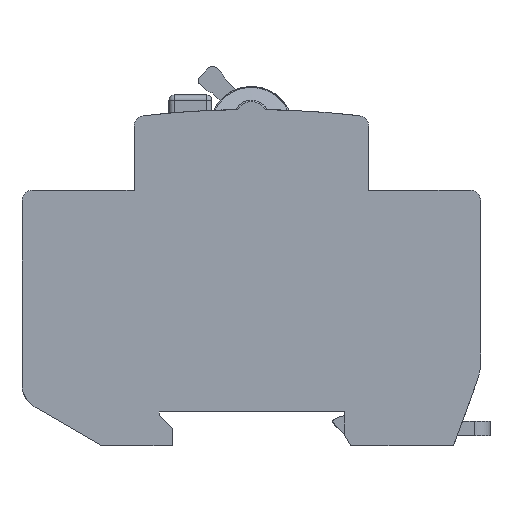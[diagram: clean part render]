
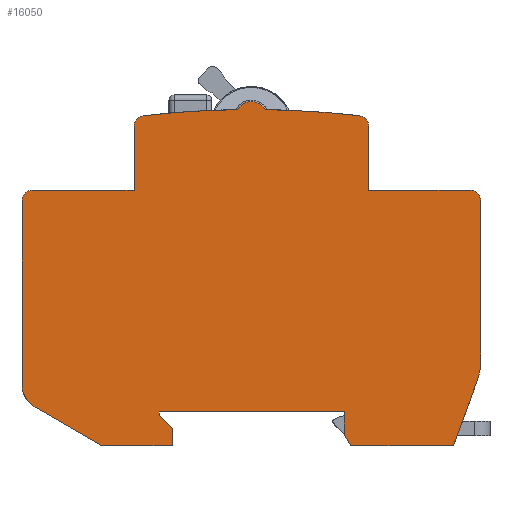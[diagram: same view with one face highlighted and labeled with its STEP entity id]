
A CAD part, left-side view. The second image highlights one B-rep face of the part: STEP entity #16050.
In plain terms, the highlighted face is planar.
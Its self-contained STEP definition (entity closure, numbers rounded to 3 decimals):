
#1669=CARTESIAN_POINT('',(-17.7,-17.7,-56.4));
#1670=DIRECTION('',(-1.,0.,0.));
#1671=DIRECTION('',(0.,0.86,-0.51));
#1672=AXIS2_PLACEMENT_3D('',#1669,#1670,#1671);
#1677=CARTESIAN_POINT('',(-17.7,-17.7,-56.4));
#1678=DIRECTION('',(-1.,0.,0.));
#1679=DIRECTION('',(0.,-0.001,-1.));
#1680=AXIS2_PLACEMENT_3D('',#1677,#1678,#1679);
#1685=CARTESIAN_POINT('',(-17.7,-17.7,122.));
#1686=DIRECTION('',(-1.,0.,0.));
#1687=DIRECTION('',(0.,-0.015,-1.));
#1688=AXIS2_PLACEMENT_3D('',#1685,#1686,#1687);
#1693=CARTESIAN_POINT('',(-17.7,-38.2,-54.816));
#1694=DIRECTION('',(-1.,0.,0.));
#1695=DIRECTION('',(0.,-0.115,-0.993));
#1696=AXIS2_PLACEMENT_3D('',#1693,#1694,#1695);
#1701=DIRECTION('',(0.,0.,1.));
#1702=VECTOR('',#1701,12.316);
#1703=CARTESIAN_POINT('',(-17.7,-40.2,-54.816));
#1704=LINE('',#1703,#1702);
#1708=DIRECTION('',(0.,-1.,0.));
#1709=VECTOR('',#1708,19.5);
#1710=CARTESIAN_POINT('',(-17.7,-40.2,-42.5));
#1711=LINE('',#1710,#1709);
#1715=CARTESIAN_POINT('',(-17.7,-59.7,-40.5));
#1716=DIRECTION('',(-1.,0.,0.));
#1717=DIRECTION('',(0.,0.,-1.));
#1718=AXIS2_PLACEMENT_3D('',#1715,#1716,#1717);
#1723=DIRECTION('',(0.,0.,1.));
#1724=VECTOR('',#1723,30.95);
#1725=CARTESIAN_POINT('',(-17.7,-61.7,-40.5));
#1726=LINE('',#1725,#1724);
#1730=CARTESIAN_POINT('',(-17.7,-51.7,-9.55));
#1731=DIRECTION('',(-1.,0.,0.));
#1732=DIRECTION('',(0.,-1.,0.));
#1733=AXIS2_PLACEMENT_3D('',#1730,#1731,#1732);
#1738=DIRECTION('',(0.,0.342,0.94));
#1739=VECTOR('',#1738,13.441);
#1740=CARTESIAN_POINT('',(-17.7,-61.097,-6.13));
#1741=LINE('',#1740,#1739);
#1745=DIRECTION('',(0.,1.,0.));
#1746=VECTOR('',#1745,19.73);
#1747=CARTESIAN_POINT('',(-17.7,-56.5,6.5));
#1748=LINE('',#1747,#1746);
#1752=DIRECTION('',(0.,0.5,-0.866));
#1753=VECTOR('',#1752,2.54);
#1754=CARTESIAN_POINT('',(-17.7,-36.77,6.5));
#1755=LINE('',#1754,#1753);
#1759=DIRECTION('',(0.,0.,-1.));
#1760=VECTOR('',#1759,4.3);
#1761=CARTESIAN_POINT('',(-17.7,-35.5,4.3));
#1762=LINE('',#1761,#1760);
#1766=DIRECTION('',(0.,1.,0.));
#1767=VECTOR('',#1766,35.5);
#1768=CARTESIAN_POINT('',(-17.7,-35.5,0.));
#1769=LINE('',#1768,#1767);
#1773=DIRECTION('',(0.,0.,1.));
#1774=VECTOR('',#1773,0.7);
#1775=CARTESIAN_POINT('',(-17.7,0.,0.));
#1776=LINE('',#1775,#1774);
#1780=DIRECTION('',(0.,-0.707,0.707));
#1781=VECTOR('',#1780,3.536);
#1782=CARTESIAN_POINT('',(-17.7,0.,0.7));
#1783=LINE('',#1782,#1781);
#1787=DIRECTION('',(0.,0.,1.));
#1788=VECTOR('',#1787,3.3);
#1789=CARTESIAN_POINT('',(-17.7,-2.5,3.2));
#1790=LINE('',#1789,#1788);
#1794=DIRECTION('',(0.,1.,0.));
#1795=VECTOR('',#1794,13.5);
#1796=CARTESIAN_POINT('',(-17.7,-2.5,6.5));
#1797=LINE('',#1796,#1795);
#1801=DIRECTION('',(0.,0.866,-0.5));
#1802=VECTOR('',#1801,14.78);
#1803=CARTESIAN_POINT('',(-17.7,11.,6.5));
#1804=LINE('',#1803,#1802);
#1808=CARTESIAN_POINT('',(-17.7,21.3,-5.22));
#1809=DIRECTION('',(-1.,0.,0.));
#1810=DIRECTION('',(0.,0.5,0.866));
#1811=AXIS2_PLACEMENT_3D('',#1808,#1809,#1810);
#1816=DIRECTION('',(0.,0.,-1.));
#1817=VECTOR('',#1816,35.28);
#1818=CARTESIAN_POINT('',(-17.7,26.3,-5.22));
#1819=LINE('',#1818,#1817);
#1823=CARTESIAN_POINT('',(-17.7,24.3,-40.5));
#1824=DIRECTION('',(-1.,0.,0.));
#1825=DIRECTION('',(0.,1.,0.));
#1826=AXIS2_PLACEMENT_3D('',#1823,#1824,#1825);
#1831=DIRECTION('',(0.,-1.,0.));
#1832=VECTOR('',#1831,19.5);
#1833=CARTESIAN_POINT('',(-17.7,24.3,-42.5));
#1834=LINE('',#1833,#1832);
#1838=DIRECTION('',(0.,0.,-1.));
#1839=VECTOR('',#1838,12.316);
#1840=CARTESIAN_POINT('',(-17.7,4.8,-42.5));
#1841=LINE('',#1840,#1839);
#1845=CARTESIAN_POINT('',(-17.7,2.8,-54.816));
#1846=DIRECTION('',(-1.,0.,0.));
#1847=DIRECTION('',(0.,1.,0.));
#1848=AXIS2_PLACEMENT_3D('',#1845,#1846,#1847);
#1853=CARTESIAN_POINT('',(-17.7,-17.7,122.));
#1854=DIRECTION('',(-1.,0.,0.));
#1855=DIRECTION('',(0.,0.115,-0.993));
#1856=AXIS2_PLACEMENT_3D('',#1853,#1854,#1855);
#12878=CARTESIAN_POINT('',(-17.7,24.3,-42.5));
#12880=VERTEX_POINT('',#12878);
#12883=CARTESIAN_POINT('',(-17.7,4.8,-42.5));
#12884=VERTEX_POINT('',#12883);
#13102=CARTESIAN_POINT('',(-17.7,26.3,-40.5));
#13104=VERTEX_POINT('',#13102);
#13110=CARTESIAN_POINT('',(-17.7,26.3,-5.22));
#13111=VERTEX_POINT('',#13110);
#13399=CARTESIAN_POINT('',(-17.7,11.,6.5));
#13401=VERTEX_POINT('',#13399);
#13406=CARTESIAN_POINT('',(-17.7,23.8,-0.89));
#13407=VERTEX_POINT('',#13406);
#13409=CARTESIAN_POINT('',(-17.7,-2.5,6.5));
#13411=VERTEX_POINT('',#13409);
#13413=CARTESIAN_POINT('',(-17.7,-2.5,3.2));
#13415=VERTEX_POINT('',#13413);
#13417=CARTESIAN_POINT('',(-17.7,0.,0.7));
#13419=VERTEX_POINT('',#13417);
#13421=CARTESIAN_POINT('',(-17.7,0.,0.));
#13423=VERTEX_POINT('',#13421);
#13425=CARTESIAN_POINT('',(-17.7,-35.5,0.));
#13427=VERTEX_POINT('',#13425);
#13429=CARTESIAN_POINT('',(-17.7,-35.5,4.3));
#13431=VERTEX_POINT('',#13429);
#13485=CARTESIAN_POINT('',(-17.7,-36.77,6.5));
#13487=VERTEX_POINT('',#13485);
#13489=CARTESIAN_POINT('',(-17.7,-56.5,6.5));
#13491=VERTEX_POINT('',#13489);
#13496=CARTESIAN_POINT('',(-17.7,-61.097,-6.13));
#13497=VERTEX_POINT('',#13496);
#13565=CARTESIAN_POINT('',(-17.7,-61.7,-40.5));
#13567=VERTEX_POINT('',#13565);
#13598=CARTESIAN_POINT('',(-17.7,-61.7,-9.55));
#13599=VERTEX_POINT('',#13598);
#13702=CARTESIAN_POINT('',(-17.7,-59.7,-42.5));
#13704=VERTEX_POINT('',#13702);
#13708=CARTESIAN_POINT('',(-17.7,-40.2,-42.5));
#13709=VERTEX_POINT('',#13708);
#13732=CARTESIAN_POINT('',(-17.7,-40.2,-54.816));
#13733=VERTEX_POINT('',#13732);
#13734=CARTESIAN_POINT('',(-17.7,-38.43,-56.802));
#13735=VERTEX_POINT('',#13734);
#13745=CARTESIAN_POINT('',(-17.7,-20.367,-57.98));
#13746=VERTEX_POINT('',#13745);
#13896=CARTESIAN_POINT('',(-17.7,-17.703,-59.5));
#13897=VERTEX_POINT('',#13896);
#13898=CARTESIAN_POINT('',(-17.7,-15.033,-57.98));
#13899=VERTEX_POINT('',#13898);
#13900=CARTESIAN_POINT('',(-17.7,4.8,-54.816));
#13901=VERTEX_POINT('',#13900);
#13902=CARTESIAN_POINT('',(-17.7,3.03,-56.802));
#13903=VERTEX_POINT('',#13902);
#16000=CARTESIAN_POINT('',(-17.7,26.3,-66.288));
#16001=DIRECTION('',(-1.,0.,0.));
#16002=DIRECTION('',(0.,0.,1.));
#16003=AXIS2_PLACEMENT_3D('',#16000,#16001,#16002);
#16004=PLANE('',#16003);
#16005=ORIENTED_EDGE('',*,*,#15994,.T.);
#16006=ORIENTED_EDGE('',*,*,#15992,.T.);
#16007=ORIENTED_EDGE('',*,*,#15290,.T.);
#16008=ORIENTED_EDGE('',*,*,#15261,.T.);
#16009=ORIENTED_EDGE('',*,*,#15240,.T.);
#16010=ORIENTED_EDGE('',*,*,#15141,.T.);
#16011=ORIENTED_EDGE('',*,*,#15121,.T.);
#16012=ORIENTED_EDGE('',*,*,#15082,.T.);
#16014=ORIENTED_EDGE('',*,*,#16013,.T.);
#16016=ORIENTED_EDGE('',*,*,#16015,.T.);
#16018=ORIENTED_EDGE('',*,*,#16017,.T.);
#16020=ORIENTED_EDGE('',*,*,#16019,.T.);
#16022=ORIENTED_EDGE('',*,*,#16021,.T.);
#16024=ORIENTED_EDGE('',*,*,#16023,.T.);
#16026=ORIENTED_EDGE('',*,*,#16025,.T.);
#16028=ORIENTED_EDGE('',*,*,#16027,.T.);
#16030=ORIENTED_EDGE('',*,*,#16029,.T.);
#16032=ORIENTED_EDGE('',*,*,#16031,.T.);
#16034=ORIENTED_EDGE('',*,*,#16033,.T.);
#16036=ORIENTED_EDGE('',*,*,#16035,.T.);
#16038=ORIENTED_EDGE('',*,*,#16037,.T.);
#16040=ORIENTED_EDGE('',*,*,#16039,.T.);
#16042=ORIENTED_EDGE('',*,*,#16041,.T.);
#16044=ORIENTED_EDGE('',*,*,#16043,.T.);
#16046=ORIENTED_EDGE('',*,*,#16045,.T.);
#16047=ORIENTED_EDGE('',*,*,#15626,.T.);
#16048=EDGE_LOOP('',(#16005,#16006,#16007,#16008,#16009,#16010,#16011,#16012,
#16014,#16016,#16018,#16020,#16022,#16024,#16026,#16028,#16030,#16032,#16034,
#16036,#16038,#16040,#16042,#16044,#16046,#16047));
#16049=FACE_OUTER_BOUND('',#16048,.F.);
#1673=CIRCLE('',#1672,3.1);
#1681=CIRCLE('',#1680,3.1);
#1689=CIRCLE('',#1688,180.);
#1697=CIRCLE('',#1696,2.);
#1719=CIRCLE('',#1718,2.);
#1734=CIRCLE('',#1733,10.);
#1812=CIRCLE('',#1811,5.);
#1827=CIRCLE('',#1826,2.);
#1849=CIRCLE('',#1848,2.);
#1857=CIRCLE('',#1856,180.);
#15082=EDGE_CURVE('',#13567,#13599,#1726,.T.);
#15121=EDGE_CURVE('',#13704,#13567,#1719,.T.);
#15141=EDGE_CURVE('',#13709,#13704,#1711,.T.);
#15240=EDGE_CURVE('',#13733,#13709,#1704,.T.);
#15261=EDGE_CURVE('',#13735,#13733,#1697,.T.);
#15290=EDGE_CURVE('',#13746,#13735,#1689,.T.);
#15626=EDGE_CURVE('',#13903,#13899,#1857,.T.);
#15992=EDGE_CURVE('',#13897,#13746,#1681,.T.);
#15994=EDGE_CURVE('',#13899,#13897,#1673,.T.);
#16013=EDGE_CURVE('',#13599,#13497,#1734,.T.);
#16015=EDGE_CURVE('',#13497,#13491,#1741,.T.);
#16017=EDGE_CURVE('',#13491,#13487,#1748,.T.);
#16019=EDGE_CURVE('',#13487,#13431,#1755,.T.);
#16021=EDGE_CURVE('',#13431,#13427,#1762,.T.);
#16023=EDGE_CURVE('',#13427,#13423,#1769,.T.);
#16025=EDGE_CURVE('',#13423,#13419,#1776,.T.);
#16027=EDGE_CURVE('',#13419,#13415,#1783,.T.);
#16029=EDGE_CURVE('',#13415,#13411,#1790,.T.);
#16031=EDGE_CURVE('',#13411,#13401,#1797,.T.);
#16033=EDGE_CURVE('',#13401,#13407,#1804,.T.);
#16035=EDGE_CURVE('',#13407,#13111,#1812,.T.);
#16037=EDGE_CURVE('',#13111,#13104,#1819,.T.);
#16039=EDGE_CURVE('',#13104,#12880,#1827,.T.);
#16041=EDGE_CURVE('',#12880,#12884,#1834,.T.);
#16043=EDGE_CURVE('',#12884,#13901,#1841,.T.);
#16045=EDGE_CURVE('',#13901,#13903,#1849,.T.);
#16050=ADVANCED_FACE('',(#16049),#16004,.F.);
